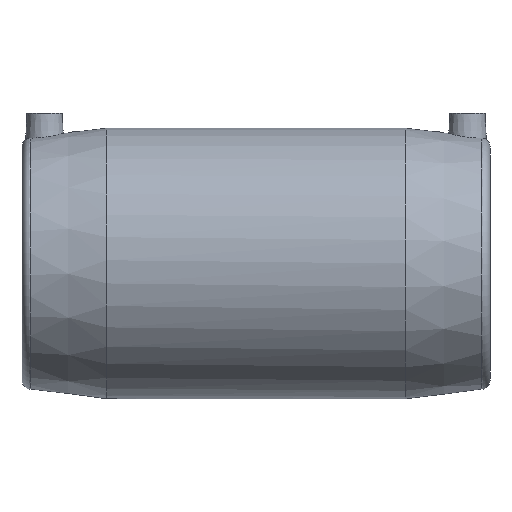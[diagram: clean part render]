
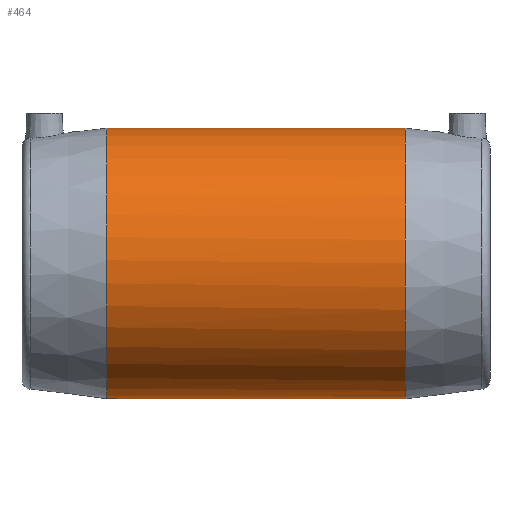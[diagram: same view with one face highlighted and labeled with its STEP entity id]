
A CAD part, front view. The second image highlights one B-rep face of the part: STEP entity #464.
In plain terms, the highlighted cylindrical face has radius 72 mm (diameter 144 mm), a full revolution.
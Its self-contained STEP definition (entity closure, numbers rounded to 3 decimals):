
#53=CYLINDRICAL_SURFACE('',#535,72.);
#67=B_SPLINE_CURVE_WITH_KNOTS('',3,(#1136,#1137,#1138,#1139,#1140,#1141,
#1142,#1143,#1144,#1145,#1146,#1147,#1148,#1149,#1150,#1151,#1152,#1153,
#1154,#1155,#1156,#1157,#1158,#1159,#1160,#1161,#1162,#1163,#1164,#1165,
#1166,#1167,#1168,#1169,#1170,#1171,#1172,#1173,#1174,#1175,#1176,#1177,
#1178,#1179,#1180,#1181,#1182,#1183,#1184,#1185,#1186,#1187,#1188,#1189,
#1190,#1191,#1192,#1193,#1194),.UNSPECIFIED.,.T.,.F.,(1,1,1,1,1,1,1,1,1,
1,1,1,1,1,1,1,1,1,1,1,1,1,1,1,1,1,1,1,1,1,1,1,1,1,1,1,1,1,1,1,1,1,1,1,1,
1,1,1,1,1,1,1,1,1,1,1,1,1,1,1,1,1,1),(-0.016,-0.008,
-0.004,0.,0.004,0.008,
0.012,0.016,0.024,0.028,
0.032,0.036,0.04,0.044,
0.048,0.052,0.056,0.06,
0.064,0.072,0.076,0.08,
0.084,0.088,0.095,0.099,
0.103,0.107,0.111,0.115,
0.119,0.123,0.127,0.131,
0.135,0.139,0.143,0.147,
0.151,0.155,0.159,0.167,
0.175,0.183,0.187,0.191,
0.195,0.199,0.203,0.207,
0.215,0.219,0.223,0.227,
0.231,0.235,0.239,0.247,
0.251,0.255,0.259,0.263,
0.267),.UNSPECIFIED.);
#140=ORIENTED_EDGE('',*,*,#204,.T.);
#141=ORIENTED_EDGE('',*,*,#203,.F.);
#142=ORIENTED_EDGE('',*,*,#207,.T.);
#203=EDGE_CURVE('',#249,#249,#277,.T.);
#204=EDGE_CURVE('',#250,#250,#67,.T.);
#207=EDGE_CURVE('',#252,#252,#280,.T.);
#249=VERTEX_POINT('',#964);
#250=VERTEX_POINT('',#1195);
#252=VERTEX_POINT('',#1203);
#277=CIRCLE('',#530,72.);
#280=CIRCLE('',#536,72.);
#338=EDGE_LOOP('',(#140));
#339=EDGE_LOOP('',(#141));
#340=EDGE_LOOP('',(#142));
#408=FACE_BOUND('',#338,.T.);
#409=FACE_BOUND('',#339,.T.);
#410=FACE_BOUND('',#340,.T.);
#464=ADVANCED_FACE('',(#408,#409,#410),#53,.T.);
#530=AXIS2_PLACEMENT_3D('',#963,#638,#639);
#535=AXIS2_PLACEMENT_3D('',#1201,#648,#649);
#536=AXIS2_PLACEMENT_3D('',#1202,#650,#651);
#638=DIRECTION('',(-1.,0.,0.));
#639=DIRECTION('',(0.,0.,1.));
#648=DIRECTION('',(-1.,0.,0.));
#649=DIRECTION('',(0.,0.,1.));
#650=DIRECTION('',(-1.,0.,0.));
#651=DIRECTION('',(0.,0.,1.));
#963=CARTESIAN_POINT('',(-79.5,0.,0.));
#964=CARTESIAN_POINT('',(-79.5,0.,72.));
#1136=CARTESIAN_POINT('',(40.849,71.925,-4.022));
#1137=CARTESIAN_POINT('',(41.075,72.037,0.009));
#1138=CARTESIAN_POINT('',(40.852,71.926,3.986));
#1139=CARTESIAN_POINT('',(40.191,71.599,7.919));
#1140=CARTESIAN_POINT('',(39.11,71.072,11.721));
#1141=CARTESIAN_POINT('',(37.173,70.151,16.527));
#1142=CARTESIAN_POINT('',(34.479,68.926,21.007));
#1143=CARTESIAN_POINT('',(31.237,67.571,24.923));
#1144=CARTESIAN_POINT('',(28.514,66.507,27.631));
#1145=CARTESIAN_POINT('',(25.54,65.438,30.065));
#1146=CARTESIAN_POINT('',(22.379,64.415,32.191));
#1147=CARTESIAN_POINT('',(19.017,63.46,34.03));
#1148=CARTESIAN_POINT('',(15.425,62.598,35.585));
#1149=CARTESIAN_POINT('',(11.728,61.891,36.796));
#1150=CARTESIAN_POINT('',(7.931,61.359,37.673));
#1151=CARTESIAN_POINT('',(4.026,61.023,38.213));
#1152=CARTESIAN_POINT('',(-1.316,60.868,38.459));
#1153=CARTESIAN_POINT('',(-6.538,61.167,37.988));
#1154=CARTESIAN_POINT('',(-11.707,61.887,36.804));
#1155=CARTESIAN_POINT('',(-15.411,62.596,35.589));
#1156=CARTESIAN_POINT('',(-18.969,63.447,34.054));
#1157=CARTESIAN_POINT('',(-23.521,64.739,31.568));
#1158=CARTESIAN_POINT('',(-27.591,66.147,28.545));
#1159=CARTESIAN_POINT('',(-31.245,67.574,24.918));
#1160=CARTESIAN_POINT('',(-33.683,68.593,21.965));
#1161=CARTESIAN_POINT('',(-35.814,69.533,18.789));
#1162=CARTESIAN_POINT('',(-37.637,70.372,15.37));
#1163=CARTESIAN_POINT('',(-39.117,71.075,11.706));
#1164=CARTESIAN_POINT('',(-40.179,71.593,7.954));
#1165=CARTESIAN_POINT('',(-40.84,71.92,4.086));
#1166=CARTESIAN_POINT('',(-41.075,72.037,0.079));
#1167=CARTESIAN_POINT('',(-40.859,71.93,-3.928));
#1168=CARTESIAN_POINT('',(-40.203,71.605,-7.856));
#1169=CARTESIAN_POINT('',(-39.146,71.09,-11.616));
#1170=CARTESIAN_POINT('',(-37.693,70.398,-15.251));
#1171=CARTESIAN_POINT('',(-35.859,69.553,-18.716));
#1172=CARTESIAN_POINT('',(-33.726,68.612,-21.907));
#1173=CARTESIAN_POINT('',(-31.289,67.591,-24.87));
#1174=CARTESIAN_POINT('',(-27.638,66.164,-28.505));
#1175=CARTESIAN_POINT('',(-22.558,64.404,-32.293));
#1176=CARTESIAN_POINT('',(-15.529,62.534,-35.733));
#1177=CARTESIAN_POINT('',(-9.308,61.479,-37.48));
#1178=CARTESIAN_POINT('',(-4.019,61.022,-38.214));
#1179=CARTESIAN_POINT('',(-0.064,60.907,-38.396));
#1180=CARTESIAN_POINT('',(3.877,61.015,-38.226));
#1181=CARTESIAN_POINT('',(7.833,61.347,-37.693));
#1182=CARTESIAN_POINT('',(11.683,61.883,-36.81));
#1183=CARTESIAN_POINT('',(16.626,62.827,-35.194));
#1184=CARTESIAN_POINT('',(21.319,64.072,-32.906));
#1185=CARTESIAN_POINT('',(25.545,65.44,-30.062));
#1186=CARTESIAN_POINT('',(28.527,66.511,-27.62));
#1187=CARTESIAN_POINT('',(31.251,67.576,-24.909));
#1188=CARTESIAN_POINT('',(33.68,68.592,-21.968));
#1189=CARTESIAN_POINT('',(35.824,69.537,-18.778));
#1190=CARTESIAN_POINT('',(38.281,70.669,-14.146));
#1191=CARTESIAN_POINT('',(39.96,71.485,-9.251));
#1192=CARTESIAN_POINT('',(40.849,71.925,-4.022));
#1193=CARTESIAN_POINT('',(41.075,72.037,0.009));
#1194=CARTESIAN_POINT('',(40.852,71.926,3.986));
#1195=CARTESIAN_POINT('',(41.,72.,0.));
#1201=CARTESIAN_POINT('',(-60.,0.,0.));
#1202=CARTESIAN_POINT('',(79.5,0.,0.));
#1203=CARTESIAN_POINT('',(79.5,0.,72.));
